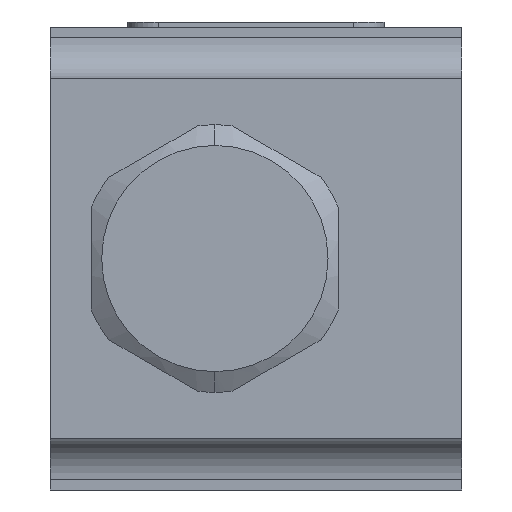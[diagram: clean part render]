
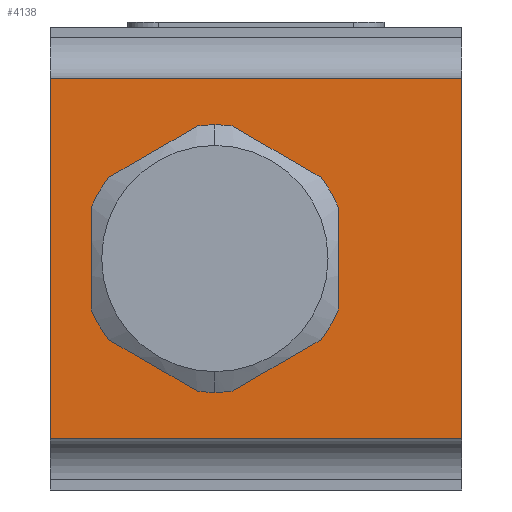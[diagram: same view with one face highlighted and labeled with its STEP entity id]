
A CAD part, left-side view. The second image highlights one B-rep face of the part: STEP entity #4138.
In plain terms, the highlighted planar face has unit normal (-1, 0, 0).
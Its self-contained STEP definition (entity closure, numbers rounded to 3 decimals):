
#1=DIRECTION('',(0.,0.,1.));
#2=VECTOR('',#1,35.);
#3=CARTESIAN_POINT('',(-42.,-24.,-17.5));
#4=LINE('',#3,#2);
#159=DIRECTION('',(0.,1.,0.));
#160=VECTOR('',#159,40.);
#161=CARTESIAN_POINT('',(-42.,-24.,-17.5));
#162=LINE('',#161,#160);
#163=DIRECTION('',(0.,0.,1.));
#164=VECTOR('',#163,35.);
#165=CARTESIAN_POINT('',(-42.,16.,-17.5));
#166=LINE('',#165,#164);
#167=CARTESIAN_POINT('',(-42.,0.,0.));
#168=DIRECTION('',(-1.,0.,0.));
#169=DIRECTION('',(0.,0.,-1.));
#170=AXIS2_PLACEMENT_3D('',#167,#168,#169);
#172=CARTESIAN_POINT('',(-42.,0.,0.));
#173=DIRECTION('',(-1.,0.,0.));
#174=DIRECTION('',(0.,0.,1.));
#175=AXIS2_PLACEMENT_3D('',#172,#173,#174);
#319=DIRECTION('',(0.,1.,0.));
#320=VECTOR('',#319,40.);
#321=CARTESIAN_POINT('',(-42.,-24.,17.5));
#322=LINE('',#321,#320);
#3117=CARTESIAN_POINT('',(-42.,-24.,-17.5));
#3118=CARTESIAN_POINT('',(-42.,-24.,17.5));
#3119=VERTEX_POINT('',#3117);
#3120=VERTEX_POINT('',#3118);
#3185=CARTESIAN_POINT('',(-42.,16.,-17.5));
#3186=VERTEX_POINT('',#3185);
#3187=CARTESIAN_POINT('',(-42.,16.,17.5));
#3188=VERTEX_POINT('',#3187);
#3189=CARTESIAN_POINT('',(-42.,0.,-11.));
#3190=CARTESIAN_POINT('',(-42.,0.,11.));
#3191=VERTEX_POINT('',#3189);
#3192=VERTEX_POINT('',#3190);
#4118=CARTESIAN_POINT('',(-42.,-24.,-17.5));
#4119=DIRECTION('',(-1.,0.,0.));
#4120=DIRECTION('',(0.,0.,1.));
#4121=AXIS2_PLACEMENT_3D('',#4118,#4119,#4120);
#4122=PLANE('',#4121);
#4123=ORIENTED_EDGE('',*,*,#4029,.F.);
#4125=ORIENTED_EDGE('',*,*,#4124,.T.);
#4127=ORIENTED_EDGE('',*,*,#4126,.T.);
#4129=ORIENTED_EDGE('',*,*,#4128,.F.);
#4130=EDGE_LOOP('',(#4123,#4125,#4127,#4129));
#4131=FACE_OUTER_BOUND('',#4130,.F.);
#4133=ORIENTED_EDGE('',*,*,#4132,.T.);
#4135=ORIENTED_EDGE('',*,*,#4134,.T.);
#4136=EDGE_LOOP('',(#4133,#4135));
#4137=FACE_BOUND('',#4136,.F.);
#171=CIRCLE('',#170,11.);
#176=CIRCLE('',#175,11.);
#4029=EDGE_CURVE('',#3119,#3120,#4,.T.);
#4124=EDGE_CURVE('',#3119,#3186,#162,.T.);
#4126=EDGE_CURVE('',#3186,#3188,#166,.T.);
#4128=EDGE_CURVE('',#3120,#3188,#322,.T.);
#4132=EDGE_CURVE('',#3191,#3192,#171,.T.);
#4134=EDGE_CURVE('',#3192,#3191,#176,.T.);
#4138=ADVANCED_FACE('',(#4131,#4137),#4122,.T.);
